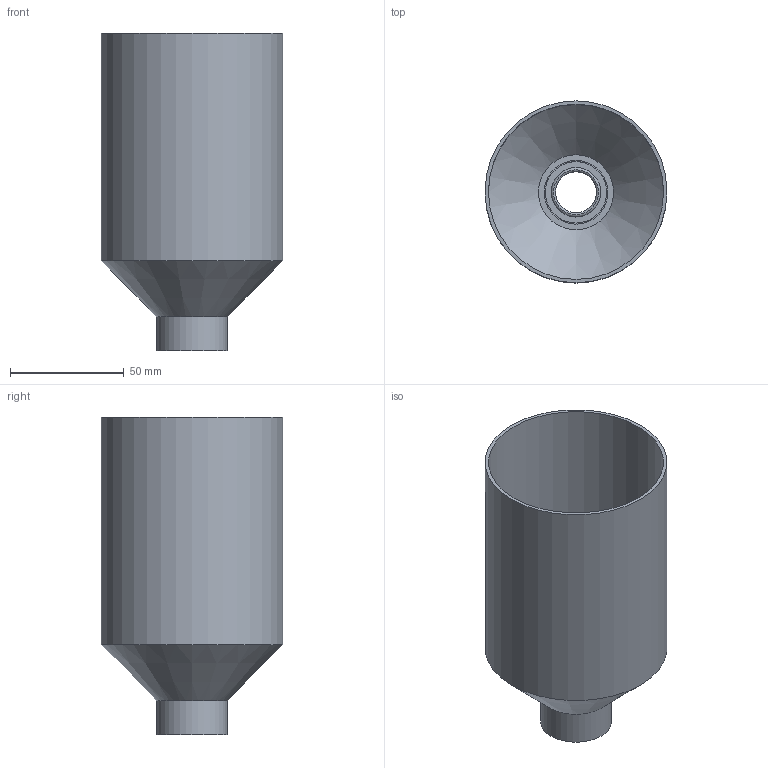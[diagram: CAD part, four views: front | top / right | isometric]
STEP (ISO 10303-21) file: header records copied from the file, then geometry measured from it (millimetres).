
FILE_DESCRIPTION(('STEP AP242'), '1');
FILE_NAME('áàê', '', ('UNSPECIFIED'), ('UNSPECIFIED'), 'C3D Converter', 'C3D Toolkit', '');
FILE_SCHEMA(('AP242_MANAGED_MODEL_BASED_3D_ENGINEERING_MIM_LF { 1 0 10303 442 1 1 4 }'));
Length unit declared in the file: millimetre
Bounding box: 80 x 80 x 139.6 mm (x, y, z)
Volume: 50446.9 mm3; surface area: 68844.8 mm2
Topology: 1 solids, 1 shells, 16 faces, 28 edges, 17 vertices
Faces by surface type: cylinder 7, plane 5, cone 2, torus 2
Full cylindrical faces by diameter (mm): 18 x1, 21.7 x1, 27 x1, 28 x1, 31.2 x1, 77 x1, 80 x1
Entity records: 378 total; most frequent: DIRECTION 68, CARTESIAN_POINT 51, AXIS2_PLACEMENT_3D 34, ORIENTED_EDGE 34, EDGE_LOOP 32, FACE_OUTER_BOUND 20, EDGE_CURVE 17, VERTEX_POINT 17
